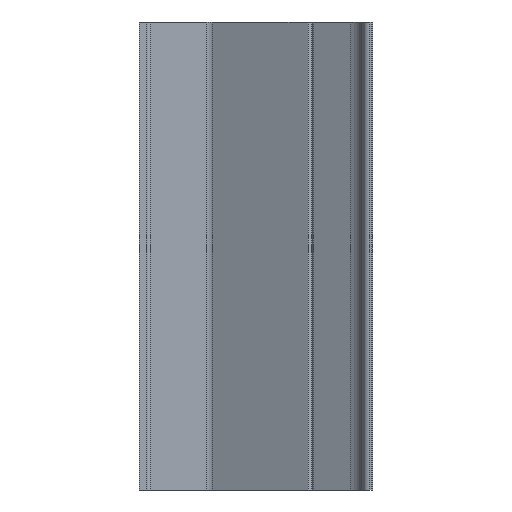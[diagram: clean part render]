
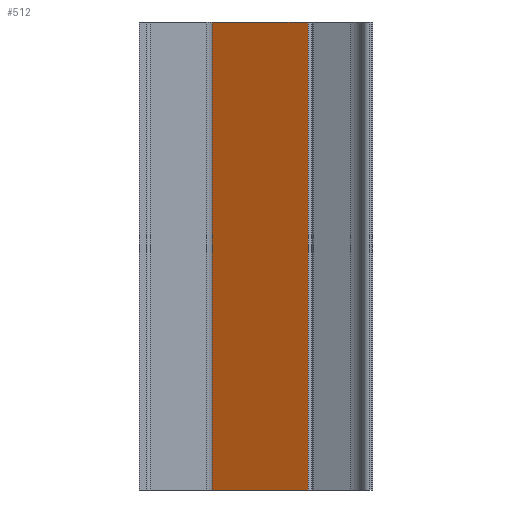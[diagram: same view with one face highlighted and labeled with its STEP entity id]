
A CAD part, left-side view. The second image highlights one B-rep face of the part: STEP entity #512.
In plain terms, the highlighted planar face has unit normal (-0.885, 0.466, 0).
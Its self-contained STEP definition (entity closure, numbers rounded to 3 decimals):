
#347 = EDGE_CURVE ( 'NONE', #1828, #350, #1178, .T. ) ;
#348 = VERTEX_POINT ( 'NONE', #1176 ) ;
#350 = VERTEX_POINT ( 'NONE', #1181 ) ;
#351 = ORIENTED_EDGE ( 'NONE', *, *, #354, .F. ) ;
#353 = ORIENTED_EDGE ( 'NONE', *, *, #356, .F. ) ;
#354 = EDGE_CURVE ( 'NONE', #1830, #348, #1173, .T. ) ;
#356 = EDGE_CURVE ( 'NONE', #348, #350, #1159, .T. ) ;
#362 = ORIENTED_EDGE ( 'NONE', *, *, #1833, .T. ) ;
#512 = ADVANCED_FACE ( 'NONE', ( #1456 ), #1405, .F. ) ;
#571 = ORIENTED_EDGE ( 'NONE', *, *, #347, .T. ) ;
#577 = EDGE_LOOP ( 'NONE', ( #571, #353, #351, #362 ) ) ;
#1156 = DIRECTION ( 'NONE',  ( 0., 0., -1. ) ) ;
#1157 = VECTOR ( 'NONE', #1156, 1000. ) ;
#1158 = CARTESIAN_POINT ( 'NONE',  ( -1041.412, 3384.198, 120. ) ) ;
#1159 = LINE ( 'NONE', #1158, #1157 ) ;
#1164 = DIRECTION ( 'NONE',  ( -0.466, -0.885, 0. ) ) ;
#1165 = VECTOR ( 'NONE', #1164, 1000. ) ;
#1166 = CARTESIAN_POINT ( 'NONE',  ( -1028.472, 3408.785, 120. ) ) ;
#1173 = LINE ( 'NONE', #1166, #1165 ) ;
#1174 = DIRECTION ( 'NONE',  ( -0.466, -0.885, 0. ) ) ;
#1175 = VECTOR ( 'NONE', #1174, 1000. ) ;
#1176 = CARTESIAN_POINT ( 'NONE',  ( -1041.412, 3384.198, 120. ) ) ;
#1178 = LINE ( 'NONE', #1180, #1175 ) ;
#1180 = CARTESIAN_POINT ( 'NONE',  ( -1028.472, 3408.785, 0. ) ) ;
#1181 = CARTESIAN_POINT ( 'NONE',  ( -1041.412, 3384.198, 0. ) ) ;
#1405 = PLANE ( 'NONE',  #1436 ) ;
#1436 = AXIS2_PLACEMENT_3D ( 'NONE', #1441, #1448, #1480 ) ;
#1441 = CARTESIAN_POINT ( 'NONE',  ( -1028.472, 3408.785, 120. ) ) ;
#1448 = DIRECTION ( 'NONE',  ( 0.885, -0.466, 0. ) ) ;
#1456 = FACE_OUTER_BOUND ( 'NONE', #577, .T. ) ;
#1480 = DIRECTION ( 'NONE',  ( 0.466, 0.885, 0. ) ) ;
#1672 = CARTESIAN_POINT ( 'NONE',  ( -1028.472, 3408.785, 120. ) ) ;
#1680 = CARTESIAN_POINT ( 'NONE',  ( -1028.472, 3408.785, 0. ) ) ;
#1710 = DIRECTION ( 'NONE',  ( 0., 0., -1. ) ) ;
#1711 = VECTOR ( 'NONE', #1710, 1000. ) ;
#1712 = LINE ( 'NONE', #1723, #1711 ) ;
#1723 = CARTESIAN_POINT ( 'NONE',  ( -1028.472, 3408.785, 120. ) ) ;
#1828 = VERTEX_POINT ( 'NONE', #1680 ) ;
#1830 = VERTEX_POINT ( 'NONE', #1672 ) ;
#1833 = EDGE_CURVE ( 'NONE', #1830, #1828, #1712, .T. ) ;
